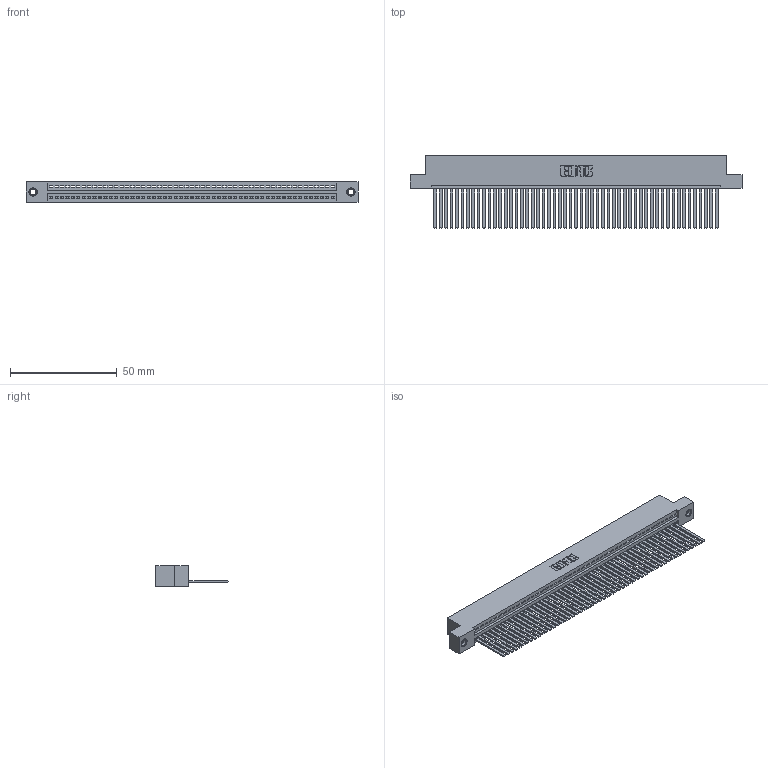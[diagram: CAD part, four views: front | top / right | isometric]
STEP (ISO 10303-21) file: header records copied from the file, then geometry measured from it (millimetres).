
FILE_DESCRIPTION (( 'STEP AP203' ), '1' );
FILE_NAME ('345-053-544-107.STEP', '2019-10-09T21:49:43', ( '' ), ( '' ), 'SwSTEP 2.0', 'SolidWorks 2016', '' );
FILE_SCHEMA (( 'CONFIG_CONTROL_DESIGN' ));
Length unit declared in the file: inch
Products named in the file (4): 345-292-001_345-293-144; 345-053-544-107; 345 Part_Flush Mounting Lugs - 0.156 Dia-TI; 345-250-001_345-250-005-103
Assembly tree (56 placements, depth 2):
  345-053-544-107
    345 Part_Flush Mounting Lugs - 0.156 Dia-TI
    345-292-001_345-293-144  x53
    345-250-001_345-250-005-103  x2
Bounding box: 155.83 x 33.96 x 9.4 mm (x, y, z)
Volume: 15491.2 mm3; surface area: 22611.2 mm2
Topology: 56 solids, 56 shells, 2942 faces, 8851 edges, 5822 vertices
Faces by surface type: plane 2020, cylinder 906, cone 12, torus 4
Entity records: 39410 total; most frequent: CARTESIAN_POINT 6806, ORIENTED_EDGE 6786, DIRECTION 5953, EDGE_CURVE 3393, LINE 3033, VECTOR 3033, VERTEX_POINT 2256, AXIS2_PLACEMENT_3D 1460
